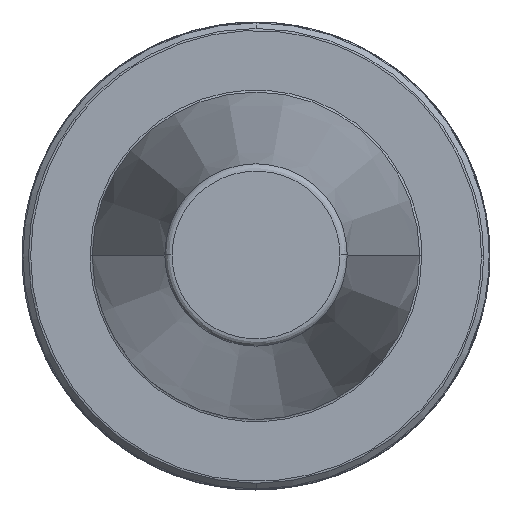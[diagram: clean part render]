
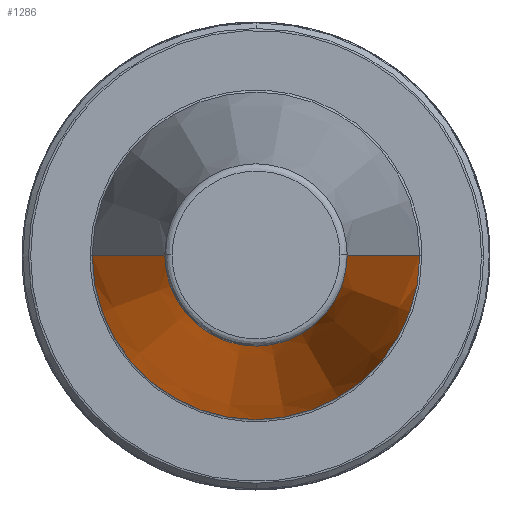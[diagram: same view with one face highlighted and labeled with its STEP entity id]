
A CAD part, top view. The second image highlights one B-rep face of the part: STEP entity #1286.
In plain terms, the highlighted conical face has half-angle 8.297 degrees and reference radius 22.225 mm.
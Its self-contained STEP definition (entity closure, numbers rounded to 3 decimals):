
#29 = CARTESIAN_POINT ( 'NONE',  ( 12.375, 0., 67.544 ) ) ;
#146 = LINE ( 'NONE', #4046, #3578 ) ;
#376 = CARTESIAN_POINT ( 'NONE',  ( 0., 0., 0. ) ) ;
#437 = DIRECTION ( 'NONE',  ( -1., 0., 0. ) ) ;
#491 = DIRECTION ( 'NONE',  ( 0., 0., -1. ) ) ;
#603 = CARTESIAN_POINT ( 'NONE',  ( -22.225, 0., 0. ) ) ;
#604 = EDGE_LOOP ( 'NONE', ( #3212, #2346, #4190, #3281 ) ) ;
#950 = DIRECTION ( 'NONE',  ( 1., 0., 0. ) ) ;
#966 = CARTESIAN_POINT ( 'NONE',  ( -22.225, 0., 0. ) ) ;
#1107 = CARTESIAN_POINT ( 'NONE',  ( 22.225, 0., 0. ) ) ;
#1217 = CIRCLE ( 'NONE', #2000, 12.375 ) ;
#1224 = CONICAL_SURFACE ( 'NONE', #2069, 22.225, 0.145 ) ;
#1286 = ADVANCED_FACE ( 'NONE', ( #4123 ), #1224, .T. ) ;
#1439 = CARTESIAN_POINT ( 'NONE',  ( -12.375, 0., 67.544 ) ) ;
#2000 = AXIS2_PLACEMENT_3D ( 'NONE', #2773, #4071, #437 ) ;
#2057 = DIRECTION ( 'NONE',  ( 0.144, 0., -0.99 ) ) ;
#2069 = AXIS2_PLACEMENT_3D ( 'NONE', #3688, #4044, #4050 ) ;
#2072 = VERTEX_POINT ( 'NONE', #29 ) ;
#2077 = EDGE_CURVE ( 'NONE', #2916, #2609, #3361, .T. ) ;
#2139 = EDGE_CURVE ( 'NONE', #2926, #2609, #4115, .T. ) ;
#2346 = ORIENTED_EDGE ( 'NONE', *, *, #2863, .T. ) ;
#2386 = AXIS2_PLACEMENT_3D ( 'NONE', #376, #491, #950 ) ;
#2424 = DIRECTION ( 'NONE',  ( -0.144, 0., -0.99 ) ) ;
#2609 = VERTEX_POINT ( 'NONE', #603 ) ;
#2771 = EDGE_CURVE ( 'NONE', #2072, #2916, #146, .T. ) ;
#2773 = CARTESIAN_POINT ( 'NONE',  ( 0., 0., 67.544 ) ) ;
#2863 = EDGE_CURVE ( 'NONE', #2072, #2926, #1217, .T. ) ;
#2916 = VERTEX_POINT ( 'NONE', #1107 ) ;
#2926 = VERTEX_POINT ( 'NONE', #1439 ) ;
#3212 = ORIENTED_EDGE ( 'NONE', *, *, #2771, .F. ) ;
#3281 = ORIENTED_EDGE ( 'NONE', *, *, #2077, .F. ) ;
#3361 = CIRCLE ( 'NONE', #2386, 22.225 ) ;
#3578 = VECTOR ( 'NONE', #2057, 1000. ) ;
#3688 = CARTESIAN_POINT ( 'NONE',  ( 0., 0., 0. ) ) ;
#4044 = DIRECTION ( 'NONE',  ( 0., 0., -1. ) ) ;
#4046 = CARTESIAN_POINT ( 'NONE',  ( 22.225, 0., 0. ) ) ;
#4050 = DIRECTION ( 'NONE',  ( -1., 0., 0. ) ) ;
#4071 = DIRECTION ( 'NONE',  ( 0., 0., -1. ) ) ;
#4073 = VECTOR ( 'NONE', #2424, 1000. ) ;
#4115 = LINE ( 'NONE', #966, #4073 ) ;
#4123 = FACE_OUTER_BOUND ( 'NONE', #604, .T. ) ;
#4190 = ORIENTED_EDGE ( 'NONE', *, *, #2139, .T. ) ;
